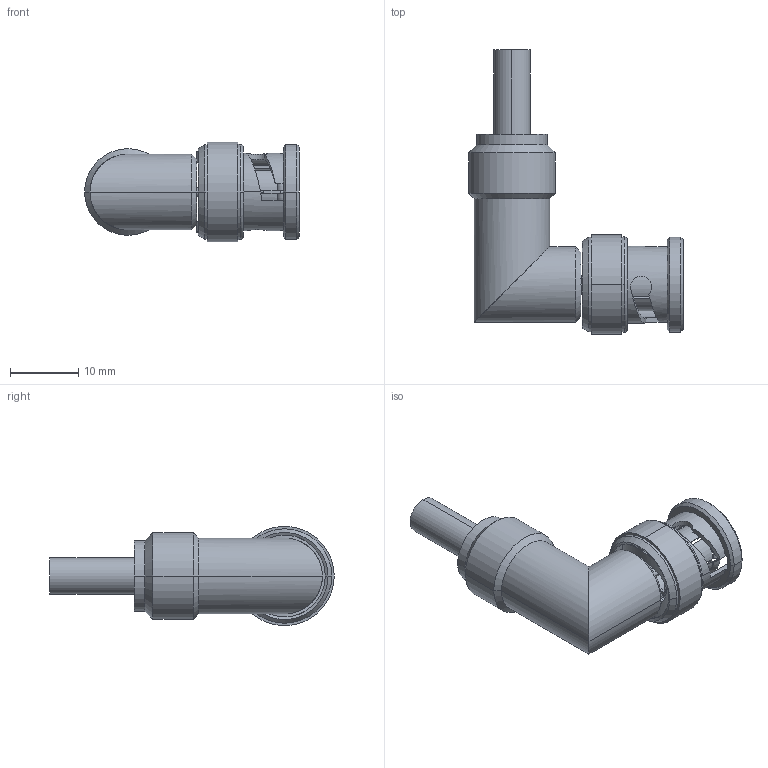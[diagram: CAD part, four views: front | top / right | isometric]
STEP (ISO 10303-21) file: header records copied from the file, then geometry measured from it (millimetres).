
FILE_DESCRIPTION((''),'2;1');
FILE_NAME('31-70015-1000_SW0001','2013-01-18T',('Clement Lazar'),(''),'PRO/ENGINEER BY PARAMETRIC TECHNOLOGY CORPORATION, 2010100','PRO/ENGINEER BY PARAMETRIC TECHNOLOGY CORPORATION, 2010100','');
FILE_SCHEMA(('CONFIG_CONTROL_DESIGN'));
Length unit declared in the file: millimetre
Products named in the file (1): 31-70015-1000_SW0001
Bounding box: 31.48 x 41.68 x 14.55 mm (x, y, z)
Surface area: 3306.6 mm2 (no closed solid volume)
Topology: 0 solids, 12 shells, 104 faces, 342 edges, 240 vertices
Faces by surface type: cylinder 33, cone 28, plane 25, torus 14, bspline 4
Entity records: 4597 total; most frequent: CARTESIAN_POINT 1674, DIRECTION 598, ORIENTED_EDGE 554, EDGE_CURVE 342, AXIS2_PLACEMENT_3D 244, VERTEX_POINT 240, CIRCLE 144, EDGE_LOOP 115
